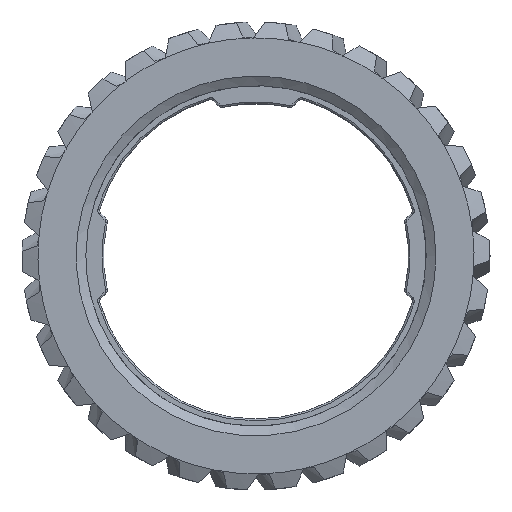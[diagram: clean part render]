
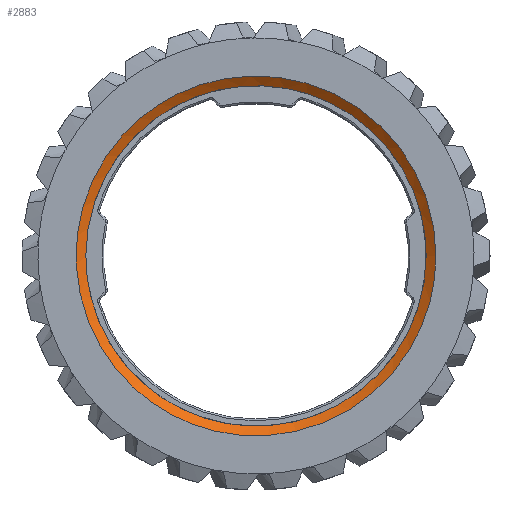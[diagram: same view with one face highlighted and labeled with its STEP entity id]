
A CAD part, top view. The second image highlights one B-rep face of the part: STEP entity #2883.
In plain terms, the highlighted free-form (B-spline) face has degree [2, 1] with [9, 2] control points.
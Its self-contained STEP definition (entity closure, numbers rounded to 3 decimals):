
#2883 = ADVANCED_FACE('',(#2884),#2924,.F.);
#2884 = FACE_BOUND('',#2885,.F.);
#2885 = EDGE_LOOP('',(#2886,#2895,#2905,#2913,#2914));
#2886 = ORIENTED_EDGE('',*,*,#2887,.T.);
#2887 = EDGE_CURVE('',#2888,#2890,#2892,.T.);
#2888 = VERTEX_POINT('',#2889);
#2889 = CARTESIAN_POINT('',(41.41,0.,
    11.423));
#2890 = VERTEX_POINT('',#2891);
#2891 = CARTESIAN_POINT('',(39.166,0.,
    9.792));
#2892 = B_SPLINE_CURVE_WITH_KNOTS('',1,(#2893,#2894),.UNSPECIFIED.,.F.,
  .F.,(2,2),(-1.7,1.7),.PIECEWISE_BEZIER_KNOTS.);
#2893 = CARTESIAN_POINT('',(41.41,0.,
    11.423));
#2894 = CARTESIAN_POINT('',(39.166,0.,
    9.792));
#2895 = ORIENTED_EDGE('',*,*,#2896,.F.);
#2896 = EDGE_CURVE('',#2897,#2890,#2899,.T.);
#2897 = VERTEX_POINT('',#2898);
#2898 = CARTESIAN_POINT('',(-39.166,0.,
    9.792));
#2899 = ( BOUNDED_CURVE() B_SPLINE_CURVE(2,(#2900,#2901,#2902,#2903,
#2904),.UNSPECIFIED.,.F.,.F.) B_SPLINE_CURVE_WITH_KNOTS((3,2,3),(0.,
1.571,3.142),.PIECEWISE_BEZIER_KNOTS.) CURVE() 
GEOMETRIC_REPRESENTATION_ITEM() RATIONAL_B_SPLINE_CURVE((1.,
0.707,1.,0.707,1.)) REPRESENTATION_ITEM('') );
#2900 = CARTESIAN_POINT('',(-39.166,0.,9.792));
#2901 = CARTESIAN_POINT('',(-39.166,39.166,
    9.792));
#2902 = CARTESIAN_POINT('',(0.,39.166,
    9.792));
#2903 = CARTESIAN_POINT('',(39.166,39.166,
    9.792));
#2904 = CARTESIAN_POINT('',(39.166,0.,
    9.792));
#2905 = ORIENTED_EDGE('',*,*,#2906,.F.);
#2906 = EDGE_CURVE('',#2890,#2897,#2907,.T.);
#2907 = ( BOUNDED_CURVE() B_SPLINE_CURVE(2,(#2908,#2909,#2910,#2911,
#2912),.UNSPECIFIED.,.F.,.F.) B_SPLINE_CURVE_WITH_KNOTS((3,2,3),(
    3.142,4.712,6.283),
.PIECEWISE_BEZIER_KNOTS.) CURVE() GEOMETRIC_REPRESENTATION_ITEM() 
RATIONAL_B_SPLINE_CURVE((1.,0.707,1.,0.707,1.)) 
REPRESENTATION_ITEM('') );
#2908 = CARTESIAN_POINT('',(39.166,0.,
    9.792));
#2909 = CARTESIAN_POINT('',(39.166,-39.166,
    9.792));
#2910 = CARTESIAN_POINT('',(0.,-39.166,
    9.792));
#2911 = CARTESIAN_POINT('',(-39.166,-39.166,
    9.792));
#2912 = CARTESIAN_POINT('',(-39.166,0.,
    9.792));
#2913 = ORIENTED_EDGE('',*,*,#2887,.F.);
#2914 = ORIENTED_EDGE('',*,*,#2915,.F.);
#2915 = EDGE_CURVE('',#2888,#2888,#2916,.T.);
#2916 = ( BOUNDED_CURVE() B_SPLINE_CURVE(2,(#2917,#2918,#2919,#2920,
#2921,#2922,#2923),.UNSPECIFIED.,.T.,.F.) B_SPLINE_CURVE_WITH_KNOTS((3,2
    ,2,3),(3.142,5.236,7.33,9.425),
.PIECEWISE_BEZIER_KNOTS.) CURVE() GEOMETRIC_REPRESENTATION_ITEM() 
RATIONAL_B_SPLINE_CURVE((1.,0.5,1.,0.5,1.,0.5,1.)) REPRESENTATION_ITEM(
  '') );
#2917 = CARTESIAN_POINT('',(41.41,0.,
    11.423));
#2918 = CARTESIAN_POINT('',(41.41,71.724,
    11.423));
#2919 = CARTESIAN_POINT('',(-20.705,35.862,
    11.423));
#2920 = CARTESIAN_POINT('',(-82.82,0.,
    11.423));
#2921 = CARTESIAN_POINT('',(-20.705,-35.862,
    11.423));
#2922 = CARTESIAN_POINT('',(41.41,-71.724,
    11.423));
#2923 = CARTESIAN_POINT('',(41.41,0.,
    11.423));
#2924 = ( BOUNDED_SURFACE() B_SPLINE_SURFACE(2,1,(
    (#2925,#2926)
    ,(#2927,#2928)
    ,(#2929,#2930)
    ,(#2931,#2932)
    ,(#2933,#2934)
    ,(#2935,#2936)
    ,(#2937,#2938)
    ,(#2939,#2940)
    ,(#2941,#2942
)),.UNSPECIFIED.,.T.,.F.,.F.) B_SPLINE_SURFACE_WITH_KNOTS((3,2,2,2,3),(2
    ,2),(3.142,4.189,6.283,8.378,
    9.425),(-1.7,1.7),.UNSPECIFIED.) 
GEOMETRIC_REPRESENTATION_ITEM() RATIONAL_B_SPLINE_SURFACE((
    (0.75,0.75)
    ,(0.75,0.75)
    ,(1.,1.)
    ,(0.5,0.5)
    ,(1.,1.)
    ,(0.5,0.5)
    ,(1.,1.)
    ,(0.75,0.75)
,(0.75,0.75))) REPRESENTATION_ITEM('') SURFACE() );
#2925 = CARTESIAN_POINT('',(39.166,0.,9.792));
#2926 = CARTESIAN_POINT('',(41.41,0.,
    11.423));
#2927 = CARTESIAN_POINT('',(39.166,22.613,
    9.792));
#2928 = CARTESIAN_POINT('',(41.41,23.908,
    11.423));
#2929 = CARTESIAN_POINT('',(19.583,33.919,
    9.792));
#2930 = CARTESIAN_POINT('',(20.705,35.862,
    11.423));
#2931 = CARTESIAN_POINT('',(-39.166,67.838,
    9.792));
#2932 = CARTESIAN_POINT('',(-41.41,71.724,
    11.423));
#2933 = CARTESIAN_POINT('',(-39.166,0.,9.792));
#2934 = CARTESIAN_POINT('',(-41.41,0.,11.423));
#2935 = CARTESIAN_POINT('',(-39.166,-67.838,
    9.792));
#2936 = CARTESIAN_POINT('',(-41.41,-71.724,
    11.423));
#2937 = CARTESIAN_POINT('',(19.583,-33.919,
    9.792));
#2938 = CARTESIAN_POINT('',(20.705,-35.862,
    11.423));
#2939 = CARTESIAN_POINT('',(39.166,-22.613,
    9.792));
#2940 = CARTESIAN_POINT('',(41.41,-23.908,
    11.423));
#2941 = CARTESIAN_POINT('',(39.166,0.,9.792));
#2942 = CARTESIAN_POINT('',(41.41,0.,
    11.423));
